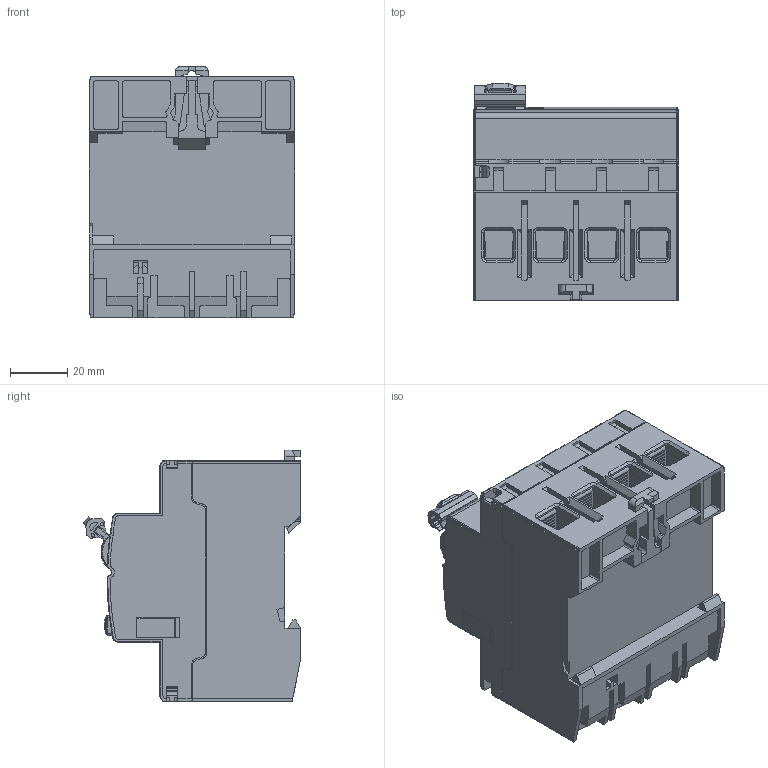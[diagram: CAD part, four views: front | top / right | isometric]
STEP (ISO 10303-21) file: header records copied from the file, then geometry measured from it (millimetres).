
FILE_DESCRIPTION(/* description */ (''),/* implementation_level */ '2;1');
FILE_NAME(/* name */ '',/* time_stamp */ '2024-07-13T13:19:19+08:00',/* author */ (''),/* organization */ (''),/* preprocessor_version */ 'ST-DEVELOPER v14',/* originating_system */ 'SIEMENS PLM Software NX 8.0',/* authorisation */ '');
FILE_SCHEMA (('AP203_CONFIGURATION_CONTROLLED_3D_DESIGN_OF_MECHANICAL_PARTS_AND_ASSEMBLIES_MIM_LF { 1 0 10303 403 2 1 2}'));
Products named in the file (1): sj101B9025DAjc71
Bounding box: 71.6 x 75.81 x 87.6 mm (x, y, z)
Volume: 93155.1 mm3; surface area: 132285.5 mm2
Topology: 46 solids, 46 shells, 6518 faces, 18697 edges, 12380 vertices
Faces by surface type: plane 4828, cylinder 1188, cone 214, extrusion 124, torus 98, bspline 35, sphere 31
Entity records: 218959 total; most frequent: CARTESIAN_POINT 47803, ORIENTED_EDGE 37312, DIRECTION 33158, EDGE_CURVE 18656, VECTOR 14296, LINE 14172, VERTEX_POINT 12380, AXIS2_PLACEMENT_3D 9431
